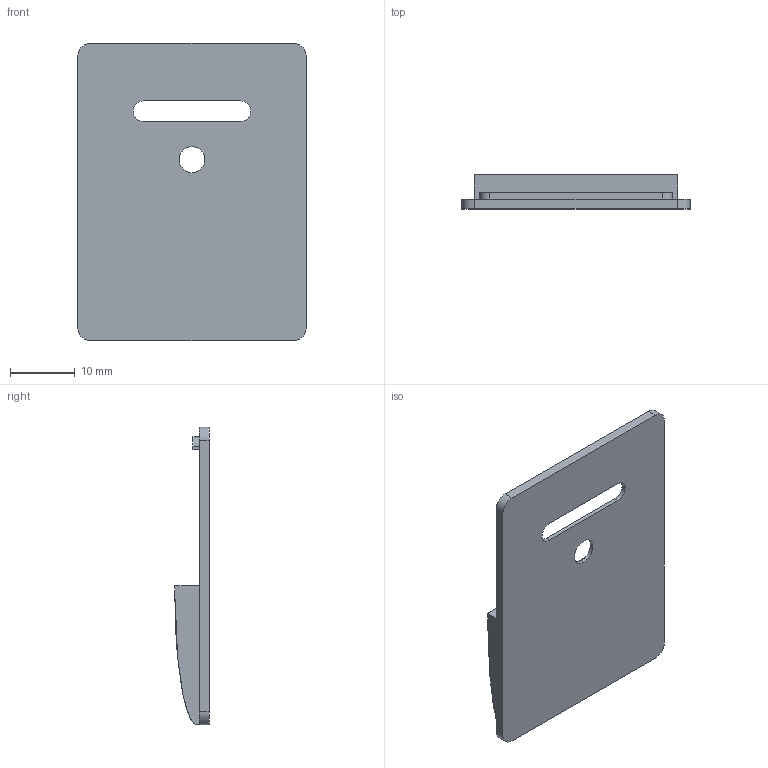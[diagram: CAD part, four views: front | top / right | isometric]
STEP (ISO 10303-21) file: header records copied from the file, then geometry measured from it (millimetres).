
FILE_DESCRIPTION (( 'STEP AP214' ), '1' );
FILE_NAME ('matrix lid.STEP', '2024-04-27T23:17:38', ( '' ), ( '' ), 'SwSTEP 2.0', 'SolidWorks 2023', '' );
FILE_SCHEMA (( 'AUTOMOTIVE_DESIGN' ));
Length unit declared in the file: millimetre
Products named in the file (1): matrix lid
Bounding box: 35.3 x 5.3 x 46 mm (x, y, z)
Volume: 4384.2 mm3; surface area: 3772.6 mm2
Topology: 1 solids, 1 shells, 35 faces, 94 edges, 62 vertices
Faces by surface type: plane 20, cylinder 12, cone 2, bspline 1
Entity records: 1142 total; most frequent: CARTESIAN_POINT 227, ORIENTED_EDGE 188, DIRECTION 182, EDGE_CURVE 94, VERTEX_POINT 62, AXIS2_PLACEMENT_3D 61, LINE 60, VECTOR 60
